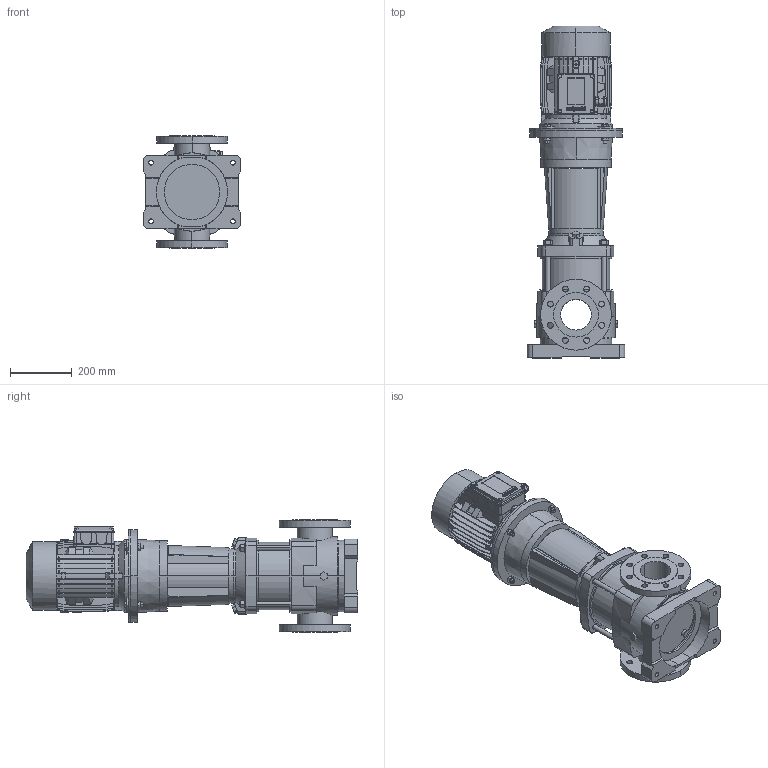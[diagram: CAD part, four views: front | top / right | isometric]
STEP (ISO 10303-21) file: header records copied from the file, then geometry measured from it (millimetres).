
FILE_DESCRIPTION (( 'STEP AP214' ), '1' );
FILE_NAME ('4.93.632.01swa01.step', '2021-12-14T08:36:09', ( '' ), ( '' ), 'SwSTEP 2.0', 'SolidWorks 2020', '' );
FILE_SCHEMA (( 'AUTOMOTIVE_DESIGN' ));
Length unit declared in the file: millimetre
Products named in the file (9): Copia di Copia di 4.93.631.01swp01^4.93.632.01swa01_Default<A macchina>; 10007670swn00_M25x1.5; 10000022swn00_M12x55 UNI 5737 6.8; 10007568swp00_M112 B5-De300; 10000005swn00_M12 A2-70; 10007576swa00_M112 VERT.; 4.93.632.01swa01; 10007434swp00_112 VER; 10007671swn00_M25x1,5
Assembly tree (14 placements, depth 3):
  4.93.632.01swa01
    Copia di Copia di 4.93.631.01swp01^4.93.632.01swa01_Default<A macchina>
    10007576swa00_M112 VERT.
      10007568swp00_M112 B5-De300
      10007434swp00_112 VER
      10007670swn00_M25x1.5
      10007671swn00_M25x1,5
    10000022swn00_M12x55 UNI 5737 6.8  x4
    10000005swn00_M12 A2-70  x4
Bounding box: 316 x 1077.1 x 365 mm (x, y, z)
Volume: 24587219 mm3; surface area: 2679086.7 mm2
Topology: 36 solids, 36 shells, 1897 faces, 4893 edges, 3170 vertices
Faces by surface type: plane 1135, cylinder 415, cone 239, bspline 102, torus 6
Entity records: 57214 total; most frequent: CARTESIAN_POINT 14166, ORIENTED_EDGE 9126, DIRECTION 8134, EDGE_CURVE 4563, VERTEX_POINT 2993, VECTOR 2872, LINE 2872, AXIS2_PLACEMENT_3D 2631
